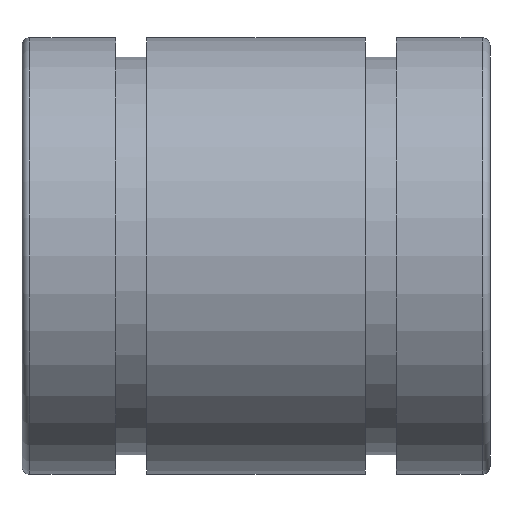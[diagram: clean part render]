
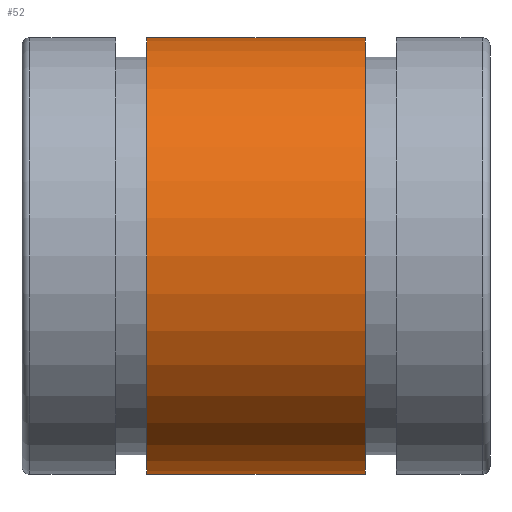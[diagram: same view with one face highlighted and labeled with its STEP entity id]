
A CAD part, front view. The second image highlights one B-rep face of the part: STEP entity #52.
In plain terms, the highlighted cylindrical face has radius 14 mm (diameter 28 mm), a full revolution.
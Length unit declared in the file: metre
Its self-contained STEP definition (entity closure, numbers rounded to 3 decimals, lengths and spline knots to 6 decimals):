
#52 = ADVANCED_FACE( '', ( #113, #114 ), #115, .T. );
#113 = FACE_OUTER_BOUND( '', #184, .T. );
#114 = FACE_OUTER_BOUND( '', #185, .T. );
#115 = CYLINDRICAL_SURFACE( '', #186, 0.014 );
#184 = EDGE_LOOP( '', ( #261 ) );
#185 = EDGE_LOOP( '', ( #262 ) );
#186 = AXIS2_PLACEMENT_3D( '', #263, #264, #265 );
#261 = ORIENTED_EDGE( '', *, *, #328, .F. );
#262 = ORIENTED_EDGE( '', *, *, #330, .T. );
#263 = CARTESIAN_POINT( '', ( 0.015, 0., 0. ) );
#264 = DIRECTION( '', ( 1., 0., 0. ) );
#265 = DIRECTION( '', ( 0., 0., 1. ) );
#328 = EDGE_CURVE( '', #365, #365, #366, .T. );
#330 = EDGE_CURVE( '', #368, #368, #369, .T. );
#365 = VERTEX_POINT( '', #413 );
#366 = CIRCLE( '', #414, 0.014 );
#368 = VERTEX_POINT( '', #416 );
#369 = CIRCLE( '', #417, 0.014 );
#413 = CARTESIAN_POINT( '', ( -0.007, 0., 0.014 ) );
#414 = AXIS2_PLACEMENT_3D( '', #463, #464, #465 );
#416 = CARTESIAN_POINT( '', ( 0.007, 0., 0.014 ) );
#417 = AXIS2_PLACEMENT_3D( '', #466, #467, #468 );
#463 = CARTESIAN_POINT( '', ( -0.007, 0., 0. ) );
#464 = DIRECTION( '', ( -1., 0., 0. ) );
#465 = DIRECTION( '', ( 0., 0., 1. ) );
#466 = CARTESIAN_POINT( '', ( 0.007, 0., 0. ) );
#467 = DIRECTION( '', ( -1., 0., 0. ) );
#468 = DIRECTION( '', ( 0., 0., 1. ) );
